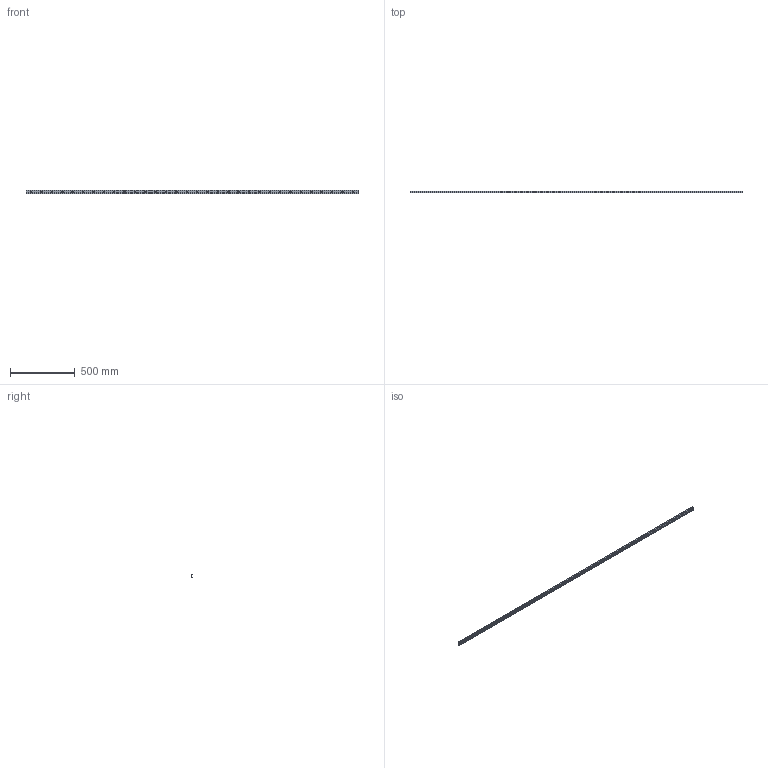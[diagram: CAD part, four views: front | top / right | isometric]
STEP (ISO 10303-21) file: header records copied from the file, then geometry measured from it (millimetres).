
FILE_DESCRIPTION((''),'2;1');
FILE_NAME('LCX 28H-2560.V.stp','2016-04-28T13:39:07',('MRathmann'),(''),'Autodesk Inventor 2012','Autodesk Inventor 2012','');
FILE_SCHEMA(('CONFIG_CONTROL_DESIGN'));
Length unit declared in the file: millimetre
Products named in the file (1): LCX 28H-2560.V
Bounding box: 2560 x 12.3 x 28 mm (x, y, z)
Volume: 416022.7 mm3; surface area: 246688.5 mm2
Topology: 1 solids, 1 shells, 88 faces, 226 edges, 140 vertices
Faces by surface type: cylinder 43, cone 32, plane 13
Full cylindrical faces by diameter (mm): 5.5 x32
Entity records: 2526 total; most frequent: DIRECTION 458, CARTESIAN_POINT 391, ORIENTED_EDGE 324, EDGE_LOOP 216, AXIS2_PLACEMENT_3D 207, EDGE_CURVE 162, VERTEX_POINT 140, FACE_BOUND 128
